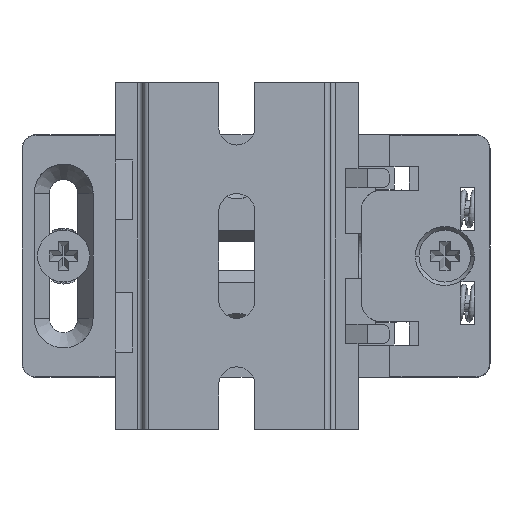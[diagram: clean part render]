
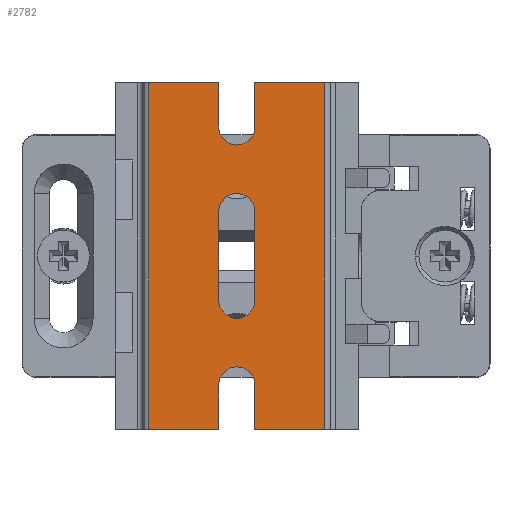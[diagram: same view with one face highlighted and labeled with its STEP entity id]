
A CAD part, top view. The second image highlights one B-rep face of the part: STEP entity #2782.
In plain terms, the highlighted face is planar.
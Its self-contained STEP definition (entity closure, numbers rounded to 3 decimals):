
#52 = CARTESIAN_POINT ( 'NONE',  ( -55.2, 0., 2.5 ) ) ;
#172 = CARTESIAN_POINT ( 'NONE',  ( -45.1, 18.6, 2.5 ) ) ;
#344 = DIRECTION ( 'NONE',  ( 0., -1., 0. ) ) ;
#374 = FACE_OUTER_BOUND ( 'NONE', #12487, .T. ) ;
#701 = CARTESIAN_POINT ( 'NONE',  ( -42.5, 43.6, 2.5 ) ) ;
#793 = DIRECTION ( 'NONE',  ( 0., 0., 1. ) ) ;
#1026 = AXIS2_PLACEMENT_3D ( 'NONE', #19079, #21542, #8665 ) ;
#1314 = VERTEX_POINT ( 'NONE', #172 ) ;
#1471 = CARTESIAN_POINT ( 'NONE',  ( -55.2, 0., 2.5 ) ) ;
#1496 = VERTEX_POINT ( 'NONE', #4867 ) ;
#1743 = EDGE_CURVE ( 'NONE', #1314, #17823, #26074, .T. ) ;
#2192 = VERTEX_POINT ( 'NONE', #23544 ) ;
#2353 = LINE ( 'NONE', #25225, #8597 ) ;
#2782 = ADVANCED_FACE ( 'NONE', ( #24088, #374 ), #4527, .F. ) ;
#3185 = DIRECTION ( 'NONE',  ( -1., 0., 0. ) ) ;
#3345 = VECTOR ( 'NONE', #3185, 1000. ) ;
#3656 = EDGE_CURVE ( 'NONE', #27016, #26929, #10924, .T. ) ;
#4201 = LINE ( 'NONE', #9733, #25231 ) ;
#4319 = EDGE_CURVE ( 'NONE', #6808, #1496, #7281, .T. ) ;
#4433 = VERTEX_POINT ( 'NONE', #7595 ) ;
#4527 = PLANE ( 'NONE',  #1026 ) ;
#4867 = CARTESIAN_POINT ( 'NONE',  ( -39.9, 0., 2.5 ) ) ;
#5271 = ORIENTED_EDGE ( 'NONE', *, *, #10018, .T. ) ;
#5597 = DIRECTION ( 'NONE',  ( 1., 0., 0. ) ) ;
#5626 = AXIS2_PLACEMENT_3D ( 'NONE', #26863, #18241, #5597 ) ;
#5685 = VERTEX_POINT ( 'NONE', #23967 ) ;
#5752 = ORIENTED_EDGE ( 'NONE', *, *, #1743, .T. ) ;
#6289 = DIRECTION ( 'NONE',  ( 0., -1., 0. ) ) ;
#6477 = DIRECTION ( 'NONE',  ( -1., 0., 0. ) ) ;
#6570 = CARTESIAN_POINT ( 'NONE',  ( -55.2, 50., 2.5 ) ) ;
#6581 = DIRECTION ( 'NONE',  ( 1., 0., 0. ) ) ;
#6766 = CARTESIAN_POINT ( 'NONE',  ( -42.5, 6.4, 2.5 ) ) ;
#6808 = VERTEX_POINT ( 'NONE', #20027 ) ;
#6990 = VERTEX_POINT ( 'NONE', #1471 ) ;
#7231 = CIRCLE ( 'NONE', #17899, 2.6 ) ;
#7281 = LINE ( 'NONE', #11670, #3345 ) ;
#7450 = CARTESIAN_POINT ( 'NONE',  ( -39.9, 6.4, 2.5 ) ) ;
#7595 = CARTESIAN_POINT ( 'NONE',  ( -39.9, 6.4, 2.5 ) ) ;
#8597 = VECTOR ( 'NONE', #24969, 1000. ) ;
#8665 = DIRECTION ( 'NONE',  ( 1., 0., 0. ) ) ;
#8777 = CARTESIAN_POINT ( 'NONE',  ( -39.9, 50., 2.5 ) ) ;
#9078 = EDGE_CURVE ( 'NONE', #19940, #24077, #4201, .T. ) ;
#9282 = EDGE_CURVE ( 'NONE', #14186, #26929, #2353, .T. ) ;
#9733 = CARTESIAN_POINT ( 'NONE',  ( -45.1, 56.4, 2.5 ) ) ;
#10018 = EDGE_CURVE ( 'NONE', #14186, #6808, #17128, .T. ) ;
#10190 = EDGE_CURVE ( 'NONE', #4433, #5685, #7231, .T. ) ;
#10737 = DIRECTION ( 'NONE',  ( 0., 0., 1. ) ) ;
#10846 = CARTESIAN_POINT ( 'NONE',  ( -29.8, 50., 2.5 ) ) ;
#10849 = ORIENTED_EDGE ( 'NONE', *, *, #25962, .T. ) ;
#10924 = LINE ( 'NONE', #15627, #18839 ) ;
#10975 = CARTESIAN_POINT ( 'NONE',  ( -45.1, 43.6, 2.5 ) ) ;
#11007 = CIRCLE ( 'NONE', #11893, 2.6 ) ;
#11150 = VECTOR ( 'NONE', #6477, 1000. ) ;
#11195 = LINE ( 'NONE', #19728, #21723 ) ;
#11265 = VECTOR ( 'NONE', #25331, 1000. ) ;
#11439 = EDGE_CURVE ( 'NONE', #23185, #1314, #24965, .T. ) ;
#11642 = ORIENTED_EDGE ( 'NONE', *, *, #19052, .F. ) ;
#11669 = EDGE_CURVE ( 'NONE', #2192, #6990, #18738, .T. ) ;
#11670 = CARTESIAN_POINT ( 'NONE',  ( -55.2, 0., 2.5 ) ) ;
#11770 = CARTESIAN_POINT ( 'NONE',  ( -55.2, 50., 2.5 ) ) ;
#11893 = AXIS2_PLACEMENT_3D ( 'NONE', #701, #793, #17375 ) ;
#12043 = ORIENTED_EDGE ( 'NONE', *, *, #11439, .T. ) ;
#12062 = LINE ( 'NONE', #26028, #16663 ) ;
#12487 = EDGE_LOOP ( 'NONE', ( #18774, #21841, #13742, #10849, #18790, #11642, #25211, #14587, #23909, #14453, #25452, #5271 ) ) ;
#13417 = ORIENTED_EDGE ( 'NONE', *, *, #19957, .T. ) ;
#13450 = DIRECTION ( 'NONE',  ( -1., 0., 0. ) ) ;
#13742 = ORIENTED_EDGE ( 'NONE', *, *, #10190, .T. ) ;
#14186 = VERTEX_POINT ( 'NONE', #18403 ) ;
#14453 = ORIENTED_EDGE ( 'NONE', *, *, #3656, .T. ) ;
#14587 = ORIENTED_EDGE ( 'NONE', *, *, #9078, .T. ) ;
#14794 = CARTESIAN_POINT ( 'NONE',  ( -45.1, 31.4, 2.5 ) ) ;
#15044 = DIRECTION ( 'NONE',  ( 0., -1., 0. ) ) ;
#15135 = CARTESIAN_POINT ( 'NONE',  ( -42.5, 31.4, 2.5 ) ) ;
#15338 = DIRECTION ( 'NONE',  ( 0., -1., 0. ) ) ;
#15375 = EDGE_CURVE ( 'NONE', #19940, #19663, #12062, .T. ) ;
#15394 = EDGE_CURVE ( 'NONE', #1496, #4433, #25836, .T. ) ;
#15488 = CARTESIAN_POINT ( 'NONE',  ( -39.9, 43.6, 2.5 ) ) ;
#15627 = CARTESIAN_POINT ( 'NONE',  ( -39.9, 56.4, 2.5 ) ) ;
#15885 = LINE ( 'NONE', #23142, #11265 ) ;
#16663 = VECTOR ( 'NONE', #13450, 1000. ) ;
#17128 = LINE ( 'NONE', #10846, #20127 ) ;
#17169 = DIRECTION ( 'NONE',  ( 1., 0., 0. ) ) ;
#17375 = DIRECTION ( 'NONE',  ( 1., 0., 0. ) ) ;
#17823 = VERTEX_POINT ( 'NONE', #19217 ) ;
#17899 = AXIS2_PLACEMENT_3D ( 'NONE', #6766, #21588, #6581 ) ;
#18241 = DIRECTION ( 'NONE',  ( 0., 0., 1. ) ) ;
#18403 = CARTESIAN_POINT ( 'NONE',  ( -29.8, 50., 2.5 ) ) ;
#18738 = LINE ( 'NONE', #52, #11150 ) ;
#18774 = ORIENTED_EDGE ( 'NONE', *, *, #4319, .T. ) ;
#18790 = ORIENTED_EDGE ( 'NONE', *, *, #11669, .T. ) ;
#18839 = VECTOR ( 'NONE', #23893, 1000. ) ;
#19052 = EDGE_CURVE ( 'NONE', #19663, #6990, #23354, .T. ) ;
#19079 = CARTESIAN_POINT ( 'NONE',  ( -55.2, 50., 2.5 ) ) ;
#19217 = CARTESIAN_POINT ( 'NONE',  ( -39.9, 18.6, 2.5 ) ) ;
#19663 = VERTEX_POINT ( 'NONE', #11770 ) ;
#19728 = CARTESIAN_POINT ( 'NONE',  ( -39.9, 31.4, 2.5 ) ) ;
#19773 = VERTEX_POINT ( 'NONE', #27186 ) ;
#19940 = VERTEX_POINT ( 'NONE', #24026 ) ;
#19957 = EDGE_CURVE ( 'NONE', #17823, #19773, #11195, .T. ) ;
#20027 = CARTESIAN_POINT ( 'NONE',  ( -29.8, 0., 2.5 ) ) ;
#20127 = VECTOR ( 'NONE', #344, 1000. ) ;
#20290 = VECTOR ( 'NONE', #21893, 1000. ) ;
#21347 = EDGE_CURVE ( 'NONE', #19773, #23185, #26575, .T. ) ;
#21542 = DIRECTION ( 'NONE',  ( 0., 0., 1. ) ) ;
#21588 = DIRECTION ( 'NONE',  ( 0., 0., 1. ) ) ;
#21723 = VECTOR ( 'NONE', #26152, 1000. ) ;
#21841 = ORIENTED_EDGE ( 'NONE', *, *, #15394, .T. ) ;
#21871 = CARTESIAN_POINT ( 'NONE',  ( -45.1, 31.4, 2.5 ) ) ;
#21893 = DIRECTION ( 'NONE',  ( 0., 1., 0. ) ) ;
#23142 = CARTESIAN_POINT ( 'NONE',  ( -45.1, 6.4, 2.5 ) ) ;
#23185 = VERTEX_POINT ( 'NONE', #14794 ) ;
#23354 = LINE ( 'NONE', #6570, #24703 ) ;
#23515 = EDGE_CURVE ( 'NONE', #24077, #27016, #11007, .T. ) ;
#23544 = CARTESIAN_POINT ( 'NONE',  ( -45.1, 0., 2.5 ) ) ;
#23626 = VECTOR ( 'NONE', #15338, 1000. ) ;
#23797 = AXIS2_PLACEMENT_3D ( 'NONE', #15135, #10737, #17169 ) ;
#23864 = EDGE_LOOP ( 'NONE', ( #5752, #13417, #25213, #12043 ) ) ;
#23893 = DIRECTION ( 'NONE',  ( 0., 1., 0. ) ) ;
#23909 = ORIENTED_EDGE ( 'NONE', *, *, #23515, .T. ) ;
#23967 = CARTESIAN_POINT ( 'NONE',  ( -45.1, 6.4, 2.5 ) ) ;
#24026 = CARTESIAN_POINT ( 'NONE',  ( -45.1, 50., 2.5 ) ) ;
#24077 = VERTEX_POINT ( 'NONE', #10975 ) ;
#24088 = FACE_BOUND ( 'NONE', #23864, .T. ) ;
#24703 = VECTOR ( 'NONE', #15044, 1000. ) ;
#24965 = LINE ( 'NONE', #21871, #23626 ) ;
#24969 = DIRECTION ( 'NONE',  ( -1., 0., 0. ) ) ;
#25211 = ORIENTED_EDGE ( 'NONE', *, *, #15375, .F. ) ;
#25213 = ORIENTED_EDGE ( 'NONE', *, *, #21347, .T. ) ;
#25225 = CARTESIAN_POINT ( 'NONE',  ( -55.2, 50., 2.5 ) ) ;
#25231 = VECTOR ( 'NONE', #6289, 1000. ) ;
#25331 = DIRECTION ( 'NONE',  ( 0., -1., 0. ) ) ;
#25452 = ORIENTED_EDGE ( 'NONE', *, *, #9282, .F. ) ;
#25836 = LINE ( 'NONE', #7450, #20290 ) ;
#25962 = EDGE_CURVE ( 'NONE', #5685, #2192, #15885, .T. ) ;
#26028 = CARTESIAN_POINT ( 'NONE',  ( -55.2, 50., 2.5 ) ) ;
#26074 = CIRCLE ( 'NONE', #5626, 2.6 ) ;
#26152 = DIRECTION ( 'NONE',  ( 0., 1., 0. ) ) ;
#26575 = CIRCLE ( 'NONE', #23797, 2.6 ) ;
#26863 = CARTESIAN_POINT ( 'NONE',  ( -42.5, 18.6, 2.5 ) ) ;
#26929 = VERTEX_POINT ( 'NONE', #8777 ) ;
#27016 = VERTEX_POINT ( 'NONE', #15488 ) ;
#27186 = CARTESIAN_POINT ( 'NONE',  ( -39.9, 31.4, 2.5 ) ) ;
